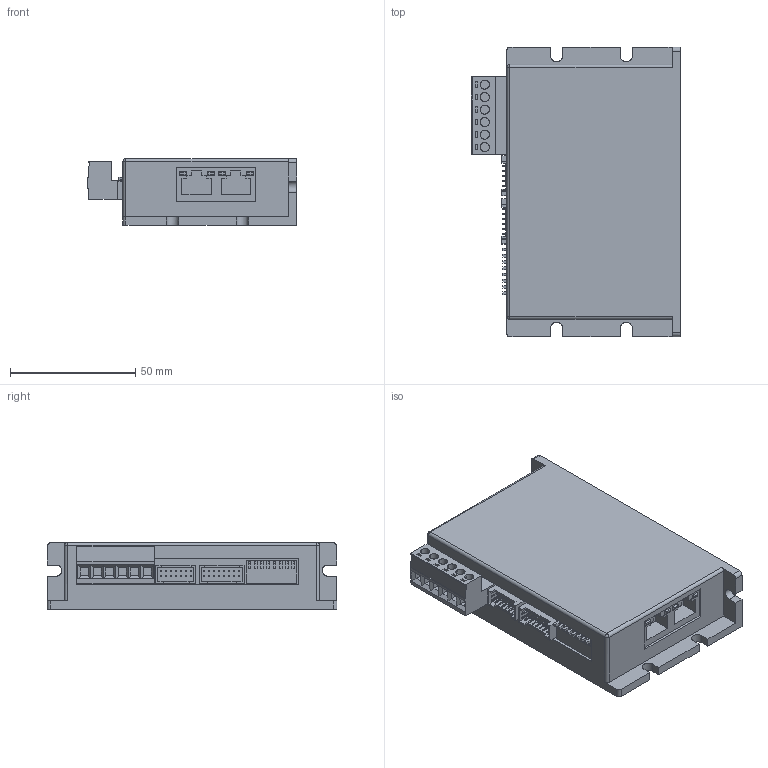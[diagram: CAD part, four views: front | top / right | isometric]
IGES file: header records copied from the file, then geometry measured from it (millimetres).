
Start section:  PTC IGES file: 8080001.igs
Global section: file name: 8080001.igs; native system: Creo Parametric by PTC Inc.; preprocessor: 2022073; author: jason; organization: Unknown; date: 20230901.130450; units: millimetre
Bounding box: 83.8 x 115.8 x 26.7 mm (x, y, z)
Surface area: 31800.3 mm2 (no closed solid volume)
Topology: 0 solids, 0 shells, 491 faces, 2504 edges, 2504 vertices
Faces by surface type: bspline 446, revolution 45
